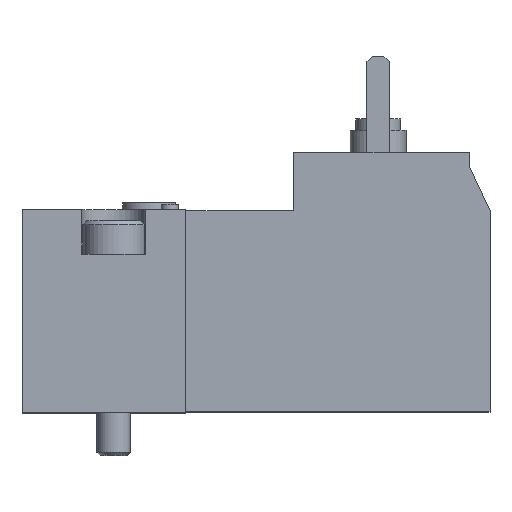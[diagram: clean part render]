
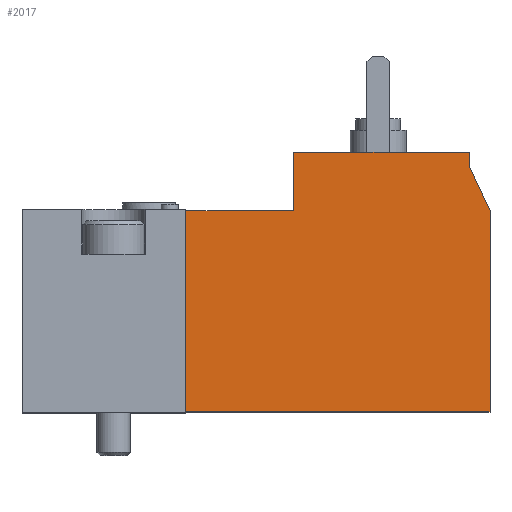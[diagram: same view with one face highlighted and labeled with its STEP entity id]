
A CAD part, top view. The second image highlights one B-rep face of the part: STEP entity #2017.
In plain terms, the highlighted planar face has unit normal (0, 0, 1).
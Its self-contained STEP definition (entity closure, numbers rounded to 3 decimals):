
#346=ORIENTED_EDGE('',*,*,#458,.T.);
#347=ORIENTED_EDGE('',*,*,#462,.T.);
#348=ORIENTED_EDGE('',*,*,#465,.T.);
#349=ORIENTED_EDGE('',*,*,#468,.T.);
#350=ORIENTED_EDGE('',*,*,#480,.T.);
#351=ORIENTED_EDGE('',*,*,#483,.T.);
#352=ORIENTED_EDGE('',*,*,#486,.T.);
#353=ORIENTED_EDGE('',*,*,#517,.T.);
#458=EDGE_CURVE('',#638,#637,#767,.T.);
#462=EDGE_CURVE('',#637,#640,#771,.T.);
#465=EDGE_CURVE('',#640,#642,#774,.T.);
#468=EDGE_CURVE('',#642,#644,#777,.T.);
#480=EDGE_CURVE('',#644,#655,#788,.T.);
#483=EDGE_CURVE('',#655,#657,#791,.T.);
#486=EDGE_CURVE('',#657,#659,#794,.T.);
#517=EDGE_CURVE('',#659,#638,#819,.T.);
#637=VERTEX_POINT('',#2579);
#638=VERTEX_POINT('',#2581);
#640=VERTEX_POINT('',#2587);
#642=VERTEX_POINT('',#2593);
#644=VERTEX_POINT('',#2599);
#655=VERTEX_POINT('',#2623);
#657=VERTEX_POINT('',#2629);
#659=VERTEX_POINT('',#2635);
#767=LINE('',#2580,#893);
#771=LINE('',#2588,#897);
#774=LINE('',#2594,#900);
#777=LINE('',#2600,#903);
#788=LINE('',#2624,#914);
#791=LINE('',#2630,#917);
#794=LINE('',#2636,#920);
#819=LINE('',#2698,#945);
#893=VECTOR('',#2191,1000.);
#897=VECTOR('',#2197,1000.);
#900=VECTOR('',#2202,1000.);
#903=VECTOR('',#2207,1000.);
#914=VECTOR('',#2222,1000.);
#917=VECTOR('',#2227,1000.);
#920=VECTOR('',#2232,1000.);
#945=VECTOR('',#2281,1000.);
#1096=EDGE_LOOP('',(#346,#347,#348,#349,#350,#351,#352,#353));
#1223=FACE_BOUND('',#1096,.T.);
#1314=PLANE('',#2140);
#2017=ADVANCED_FACE('',(#1223),#1314,.T.);
#2140=AXIS2_PLACEMENT_3D('',#2855,#2459,#2460);
#2191=DIRECTION('',(1.,0.,0.));
#2197=DIRECTION('',(0.,1.,0.));
#2202=DIRECTION('',(-0.423,0.906,0.));
#2207=DIRECTION('',(0.,1.,0.));
#2222=DIRECTION('',(-1.,0.,0.));
#2227=DIRECTION('',(0.,-1.,0.));
#2232=DIRECTION('',(-1.,0.,0.));
#2281=DIRECTION('',(0.,-1.,0.));
#2459=DIRECTION('',(0.,0.,1.));
#2460=DIRECTION('',(1.,0.,0.));
#2579=CARTESIAN_POINT('',(41.85,-9.,7.5));
#2580=CARTESIAN_POINT('',(14.65,-9.,7.5));
#2581=CARTESIAN_POINT('',(14.65,-9.,7.5));
#2587=CARTESIAN_POINT('',(41.85,9.,7.5));
#2588=CARTESIAN_POINT('',(41.85,-9.,7.5));
#2593=CARTESIAN_POINT('',(40.,12.967,7.5));
#2594=CARTESIAN_POINT('',(41.85,9.,7.5));
#2599=CARTESIAN_POINT('',(40.,14.2,7.5));
#2600=CARTESIAN_POINT('',(40.,12.967,7.5));
#2623=CARTESIAN_POINT('',(24.3,14.2,7.5));
#2624=CARTESIAN_POINT('',(40.,14.2,7.5));
#2629=CARTESIAN_POINT('',(24.3,9.,7.5));
#2630=CARTESIAN_POINT('',(24.3,14.2,7.5));
#2635=CARTESIAN_POINT('',(14.65,9.,7.5));
#2636=CARTESIAN_POINT('',(24.3,9.,7.5));
#2698=CARTESIAN_POINT('',(14.65,20.9,7.5));
#2855=CARTESIAN_POINT('',(44.65,20.9,7.5));
